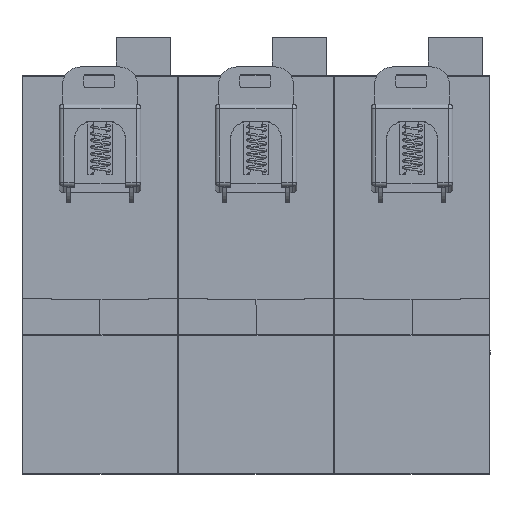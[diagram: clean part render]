
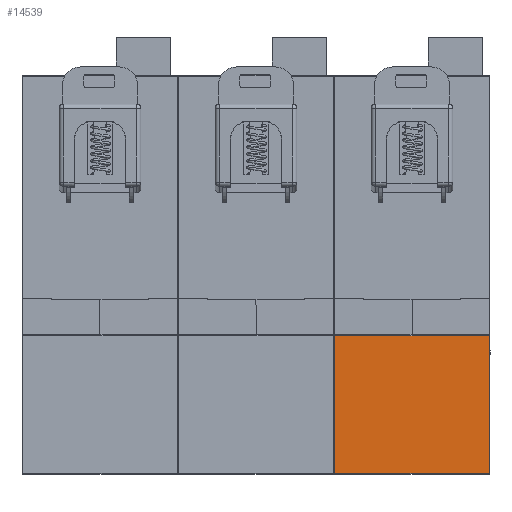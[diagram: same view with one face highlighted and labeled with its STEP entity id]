
A CAD part, top view. The second image highlights one B-rep face of the part: STEP entity #14539.
In plain terms, the highlighted planar face has unit normal (0, 0, 1).
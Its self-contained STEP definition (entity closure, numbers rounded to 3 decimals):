
#118 = VERTEX_POINT ( 'NONE', #19295 ) ;
#1074 = VERTEX_POINT ( 'NONE', #3679 ) ;
#1469 = DIRECTION ( 'NONE',  ( -1., 0., 0. ) ) ;
#1781 = EDGE_CURVE ( '����������� ������� Defeature2_91+����������� ������� Defeature2_104+����������� ������� Defeature2_105+����������� ������� Defeature2_92', #7294, #18878, #20039, .T. ) ;
#2064 = CARTESIAN_POINT ( 'NONE',  ( 17.513, -45.292, 33.257 ) ) ;
#2627 = DIRECTION ( 'NONE',  ( 0., 1., 0. ) ) ;
#3411 = VERTEX_POINT ( 'NONE', #7275 ) ;
#3666 = CARTESIAN_POINT ( 'NONE',  ( -17.513, -13.92, 33.257 ) ) ;
#3679 = CARTESIAN_POINT ( 'NONE',  ( 17.513, -45.091, 33.257 ) ) ;
#3736 = EDGE_CURVE ( '����������� ������� Defeature2_113+����������� ������� Defeature2_104+����������� ������� Defeature2_103+����������� ������� Defeature2_105', #118, #7294, #26165, .T. ) ;
#4023 = CARTESIAN_POINT ( 'NONE',  ( -17.714, -45.091, 33.257 ) ) ;
#4490 = LINE ( 'NONE', #4023, #5432 ) ;
#4765 = CARTESIAN_POINT ( 'NONE',  ( -17.513, -13.92, 33.257 ) ) ;
#5432 = VECTOR ( 'NONE', #9768, 1000. ) ;
#5554 = ORIENTED_EDGE ( 'NONE', *, *, #23504, .F. ) ;
#6231 = ORIENTED_EDGE ( 'NONE', *, *, #1781, .F. ) ;
#6423 = CARTESIAN_POINT ( 'NONE',  ( -17.513, 0., 33.257 ) ) ;
#6526 = EDGE_LOOP ( 'NONE', ( #6231, #13093, #24503, #5554, #9139 ) ) ;
#7275 = CARTESIAN_POINT ( 'NONE',  ( 17.513, -13.92, 33.257 ) ) ;
#7294 = VERTEX_POINT ( 'NONE', #3666 ) ;
#7378 = DIRECTION ( 'NONE',  ( 1., -0.002, 0. ) ) ;
#7585 = AXIS2_PLACEMENT_3D ( 'NONE', #19535, #23625, #1469 ) ;
#9139 = ORIENTED_EDGE ( 'NONE', *, *, #20498, .F. ) ;
#9406 = VECTOR ( 'NONE', #2627, 1000. ) ;
#9627 = LINE ( 'NONE', #13593, #14924 ) ;
#9768 = DIRECTION ( 'NONE',  ( -1., 0., 0. ) ) ;
#10308 = FACE_OUTER_BOUND ( 'NONE', #6526, .T. ) ;
#11522 = CARTESIAN_POINT ( 'NONE',  ( 0., -13.89, 33.257 ) ) ;
#12195 = EDGE_CURVE ( '����������� ������� Defeature2_90+����������� ������� Defeature2_104+����������� ������� Defeature2_45+����������� ������� Defeature2_103', #1074, #118, #4490, .T. ) ;
#13093 = ORIENTED_EDGE ( 'NONE', *, *, #3736, .F. ) ;
#13593 = CARTESIAN_POINT ( 'NONE',  ( 0., -13.89, 33.257 ) ) ;
#14539 = ADVANCED_FACE ( '����������� ������� Defeature2_104', ( #10308 ), #21676, .F. ) ;
#14924 = VECTOR ( 'NONE', #7378, 1000. ) ;
#16842 = DIRECTION ( 'NONE',  ( 1., 0.002, 0. ) ) ;
#18878 = VERTEX_POINT ( 'NONE', #11522 ) ;
#19295 = CARTESIAN_POINT ( 'NONE',  ( -17.513, -45.091, 33.257 ) ) ;
#19535 = CARTESIAN_POINT ( 'NONE',  ( -17.714, -45.292, 33.257 ) ) ;
#20039 = LINE ( 'NONE', #4765, #22261 ) ;
#20498 = EDGE_CURVE ( '����������� ������� Defeature2_92+����������� ������� Defeature2_104+����������� ������� Defeature2_91+����������� ������� Defeature2_47', #18878, #3411, #9627, .T. ) ;
#21676 = PLANE ( 'NONE',  #7585 ) ;
#22261 = VECTOR ( 'NONE', #16842, 1000. ) ;
#23306 = VECTOR ( 'NONE', #23971, 1000. ) ;
#23504 = EDGE_CURVE ( '����������� ������� Defeature2_89+����������� ������� Defeature2_104+����������� ������� Defeature2_47+����������� ������� Defeature2_45', #3411, #1074, #24845, .T. ) ;
#23625 = DIRECTION ( 'NONE',  ( 0., 0., -1. ) ) ;
#23971 = DIRECTION ( 'NONE',  ( 0., -1., 0. ) ) ;
#24503 = ORIENTED_EDGE ( 'NONE', *, *, #12195, .F. ) ;
#24845 = LINE ( 'NONE', #2064, #23306 ) ;
#26165 = LINE ( 'NONE', #6423, #9406 ) ;
